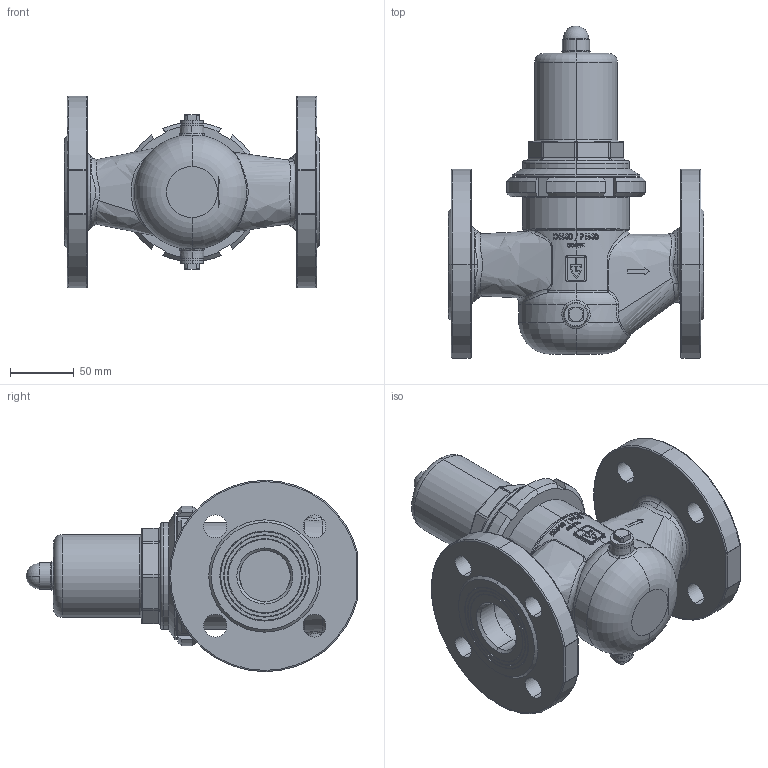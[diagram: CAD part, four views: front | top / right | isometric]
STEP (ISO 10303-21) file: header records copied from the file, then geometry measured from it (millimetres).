
FILE_DESCRIPTION (( 'STEP AP214' ), '1' );
FILE_NAME ('682 LP 40 Dummy.STEP', '2010-08-09T12:35:17', ( '' ), ( '' ), 'SwSTEP 2.0', 'SolidWorks 2010', '' );
FILE_SCHEMA (( 'AUTOMOTIVE_DESIGN' ));
Length unit declared in the file: millimetre
Products named in the file (1): 682 LP 40 Dummy
Bounding box: 200 x 260.3 x 150 mm (x, y, z)
Volume: 972076.3 mm3; surface area: 282044.6 mm2
Topology: 9 solids, 9 shells, 1097 faces, 2734 edges, 1720 vertices
Faces by surface type: plane 375, cylinder 273, bspline 193, cone 133, torus 101, sphere 22
Entity records: 62352 total; most frequent: CARTESIAN_POINT 26321, ORIENTED_EDGE 5422, DIRECTION 4383, EDGE_CURVE 2711, AXIS2_PLACEMENT_3D 1718, VERTEX_POINT 1717, EDGE_LOOP 1218, UNCERTAINTY_MEASURE_WITH_UNIT 1108
